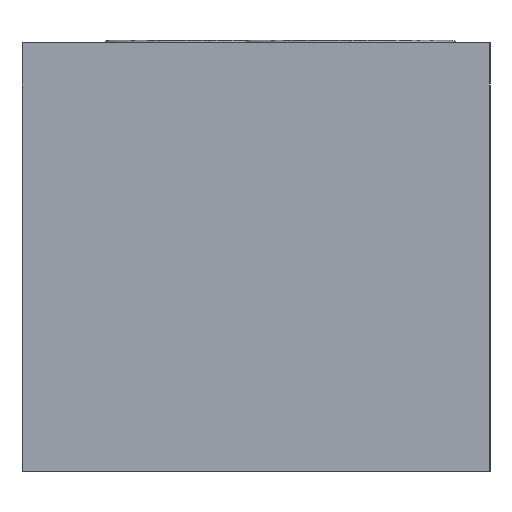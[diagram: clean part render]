
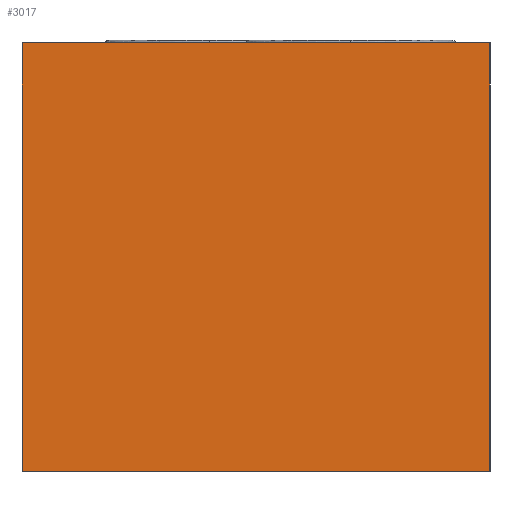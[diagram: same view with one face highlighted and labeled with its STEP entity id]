
A CAD part, left-side view. The second image highlights one B-rep face of the part: STEP entity #3017.
In plain terms, the highlighted planar face has unit normal (-1, 0, 0).
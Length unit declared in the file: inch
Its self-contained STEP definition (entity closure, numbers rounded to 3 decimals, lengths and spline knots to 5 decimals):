
#1=DIRECTION('',(0.,-1.,0.));
#2=VECTOR('',#1,3.);
#3=CARTESIAN_POINT('',(0.,0.,0.));
#4=LINE('',#3,#2);
#77=DIRECTION('',(0.,0.,1.));
#78=VECTOR('',#77,2.75);
#79=CARTESIAN_POINT('',(0.,0.,0.));
#80=LINE('',#79,#78);
#119=DIRECTION('',(0.,0.,1.));
#120=VECTOR('',#119,2.75);
#121=CARTESIAN_POINT('',(0.,-3.,0.));
#122=LINE('',#121,#120);
#123=DIRECTION('',(0.,-1.,0.));
#124=VECTOR('',#123,3.);
#125=CARTESIAN_POINT('',(0.,0.,2.75));
#126=LINE('',#125,#124);
#2555=CARTESIAN_POINT('',(0.,0.,0.));
#2556=CARTESIAN_POINT('',(0.,-3.,0.));
#2557=VERTEX_POINT('',#2555);
#2558=VERTEX_POINT('',#2556);
#2563=CARTESIAN_POINT('',(0.,0.,2.75));
#2564=CARTESIAN_POINT('',(0.,-3.,2.75));
#2565=VERTEX_POINT('',#2563);
#2566=VERTEX_POINT('',#2564);
#3003=CARTESIAN_POINT('',(0.,0.,0.));
#3004=DIRECTION('',(-1.,0.,0.));
#3005=DIRECTION('',(0.,-1.,0.));
#3006=AXIS2_PLACEMENT_3D('',#3003,#3004,#3005);
#3007=PLANE('',#3006);
#3008=ORIENTED_EDGE('',*,*,#2956,.F.);
#3010=ORIENTED_EDGE('',*,*,#3009,.T.);
#3012=ORIENTED_EDGE('',*,*,#3011,.T.);
#3014=ORIENTED_EDGE('',*,*,#3013,.F.);
#3015=EDGE_LOOP('',(#3008,#3010,#3012,#3014));
#3016=FACE_OUTER_BOUND('',#3015,.F.);
#3017=ADVANCED_FACE('',(#3016),#3007,.T.);
#2956=EDGE_CURVE('',#2557,#2558,#4,.T.);
#3009=EDGE_CURVE('',#2557,#2565,#80,.T.);
#3011=EDGE_CURVE('',#2565,#2566,#126,.T.);
#3013=EDGE_CURVE('',#2558,#2566,#122,.T.);
